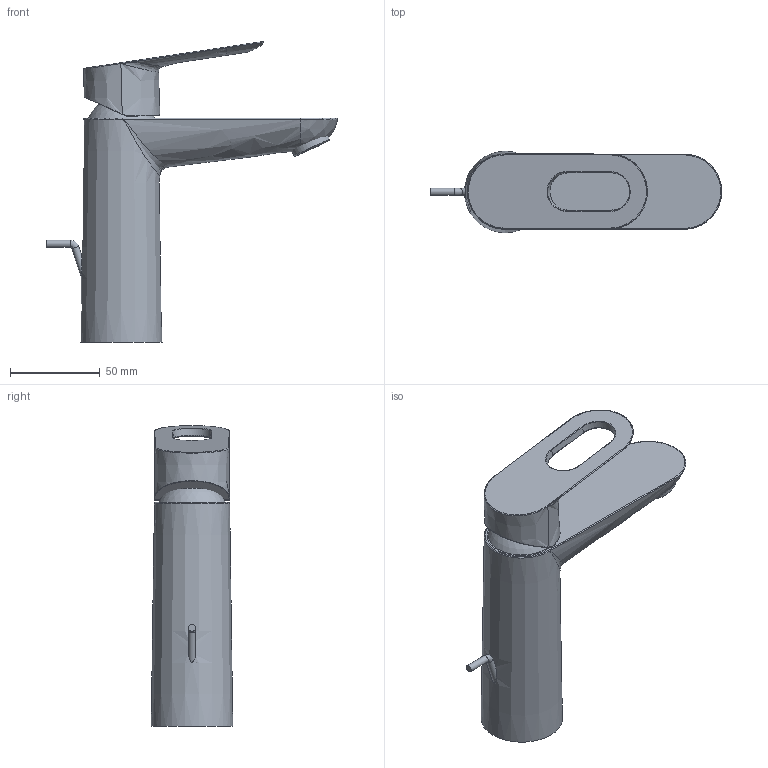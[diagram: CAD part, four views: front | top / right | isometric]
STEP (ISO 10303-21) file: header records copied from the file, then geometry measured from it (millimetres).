
FILE_DESCRIPTION(/* description */ ('Unknown'),/* implementation_level */ '2;1');
FILE_NAME(/* name */ '23762000',/* time_stamp */ '2022-09-08T16:33:53+02:00',/* author */ ('Unknown'),/* organization */ ('GROHE AG'),/* preprocessor_version */ 'ST-DEVELOPER v16.7',/* originating_system */ 'DEX',/* authorisation */ $);
FILE_SCHEMA (('AUTOMOTIVE_DESIGN {1 0 10303 214 3 1 1}'));
Products named in the file (6): 23762000; xshell#6; 40.2951.24300; 23762000_0; 23762000_1
Assembly tree (5 placements, depth 2):
  23762000
    xshell#6
    23762000
    40.2951.24300
    23762000_0
    23762000_1
Bounding box: 162.66 x 45.5 x 167.83 mm (x, y, z)
Volume: 314370.4 mm3; surface area: 49404.1 mm2
Topology: 5 solids, 7 shells, 3198 faces, 8467 edges, 5618 vertices
Faces by surface type: plane 2117, cylinder 723, cone 266, bspline 82, torus 8, sphere 2
Full cylindrical faces by diameter (mm): 4 x2, 4.2 x1, 13.95 x1, 15.7 x1, 16.05 x1, 16.15 x1, 16.831 x1, 17.1 x1, 17.75 x2, 20.15 x1, 20.88 x1, 21.205 x1, 21.5 x1, 22.45 x2, 23.87 x1, 31.5 x1, 36.8 x1, 38.9 x2
Entity records: 128024 total; most frequent: CARTESIAN_POINT 27675, ORIENTED_EDGE 16798, DIRECTION 15886, EDGE_CURVE 8399, AXIS2_PLACEMENT_3D 5647, VERTEX_POINT 5594, LINE 4592, VECTOR 4592
